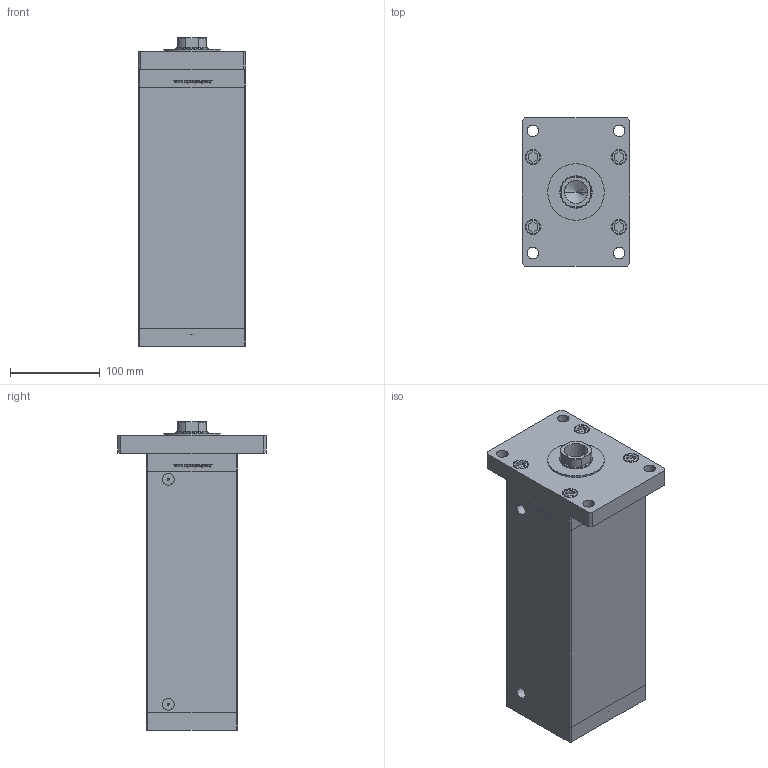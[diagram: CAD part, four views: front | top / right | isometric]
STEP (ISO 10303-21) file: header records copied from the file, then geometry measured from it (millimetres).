
FILE_DESCRIPTION (( 'STEP AP203' ), '1' );
FILE_NAME ('f2c6.STEP', '2022-04-15T04:27:14', ( '' ), ( '' ), 'SwSTEP 2.0', 'SolidWorks 2019', '' );
FILE_SCHEMA (( 'CONFIG_CONTROL_DESIGN' ));
Length unit declared in the file: millimetre
Products named in the file (7): V220C_F_MIDDLE f031c17183d9645fde8d1022de215998; f2c6; V220C_FRONT_F f031c17183d9645fde8d1022de215998; V220C BACK_F f031c17183d9645fde8d1022de215998; ALLEN BOLT f031c17183d9645fde8d1022de215998; V220C_VC_F f031c17183d9645fde8d1022de215998; V220C_F f031c17183d9645fde8d1022de215998
Assembly tree (19 placements, depth 2):
  f2c6
    V220C BACK_F f031c17183d9645fde8d1022de215998
    V220C_F_MIDDLE f031c17183d9645fde8d1022de215998
    V220C_FRONT_F f031c17183d9645fde8d1022de215998
    V220C_F f031c17183d9645fde8d1022de215998
    ALLEN BOLT f031c17183d9645fde8d1022de215998  x14
    V220C_VC_F f031c17183d9645fde8d1022de215998
Bounding box: 120 x 165 x 343.5 mm (x, y, z)
Volume: 3609372.1 mm3; surface area: 414391.1 mm2
Topology: 19 solids, 19 shells, 1311 faces, 3270 edges, 2137 vertices
Faces by surface type: plane 517, bspline 484, cylinder 188, cone 62, torus 60
Entity records: 53929 total; most frequent: CARTESIAN_POINT 30564, ORIENTED_EDGE 5340, DIRECTION 3104, EDGE_CURVE 2670, VERTEX_POINT 1773, LINE 1382, VECTOR 1382, EDGE_LOOP 1209
